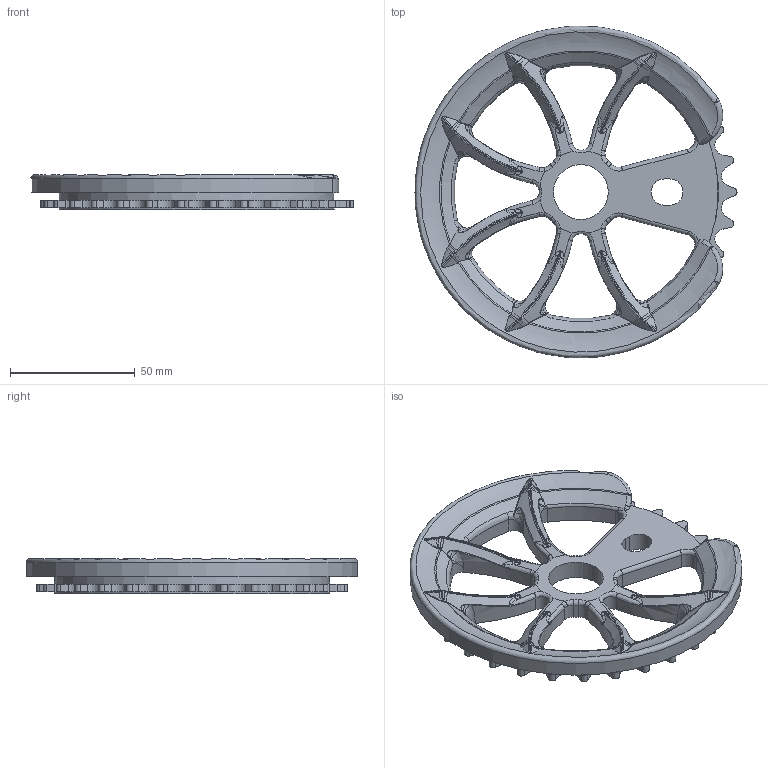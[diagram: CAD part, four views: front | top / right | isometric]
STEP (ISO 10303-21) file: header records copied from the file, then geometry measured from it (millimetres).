
FILE_DESCRIPTION(/* description */ (''),/* implementation_level */ '2;1');
FILE_NAME(/* name */ '42b8ed14-05ee-11ec-a29c-0690f2e5563f.step',/* time_stamp */ '2021-08-25T21:49:35+00:00',/* author */ (''),/* organization */ (''),/* preprocessor_version */ 'ST-DEVELOPER v18.1',/* originating_system */ 'Autodesk Translation Framework v10.6.0.1341',/* authorisation */ '');
FILE_SCHEMA (('AUTOMOTIVE_DESIGN { 1 0 10303 214 3 1 1 }'));
Length unit declared in the file: centimetre
Products named in the file (1): temp_body
Bounding box: 129.19 x 133.01 x 14.39 mm (x, y, z)
Volume: 63033.4 mm3; surface area: 31399.3 mm2
Topology: 1 solids, 1 shells, 765 faces, 2042 edges, 1225 vertices
Faces by surface type: bspline 500, cylinder 125, plane 69, torus 44, cone 25, sphere 2
Full cylindrical faces by diameter (mm): 21.996 x1, 110.322 x2
Entity records: 34756 total; most frequent: CARTESIAN_POINT 19123, ORIENTED_EDGE 3974, DIRECTION 2115, EDGE_CURVE 1987, VERTEX_POINT 1222, B_SPLINE_CURVE_WITH_KNOTS 1016, AXIS2_PLACEMENT_3D 878, EDGE_LOOP 775
